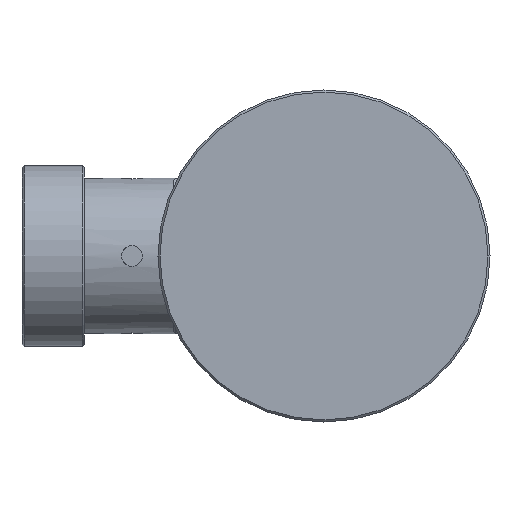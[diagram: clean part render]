
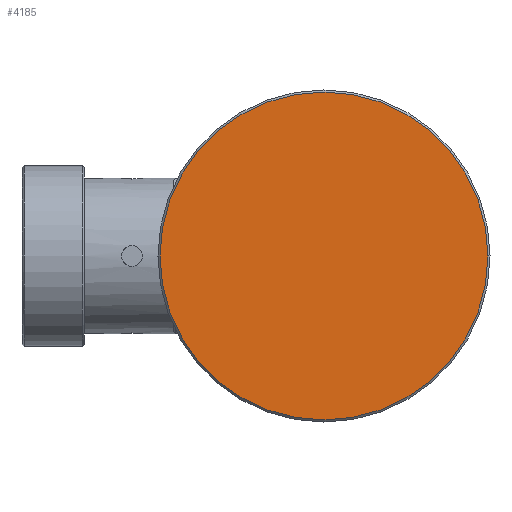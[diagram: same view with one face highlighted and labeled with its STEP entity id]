
A CAD part, left-side view. The second image highlights one B-rep face of the part: STEP entity #4185.
In plain terms, the highlighted planar face has unit normal (-1, 0, 0).
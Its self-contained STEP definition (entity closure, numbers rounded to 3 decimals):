
#43 = DIRECTION ( 'NONE',  ( 0., -1., 0. ) ) ;
#1450 = DIRECTION ( 'NONE',  ( -1., 0., 0. ) ) ;
#1504 = DIRECTION ( 'NONE',  ( -1., 0., 0. ) ) ;
#1576 = DIRECTION ( 'NONE',  ( 0., -1., 0. ) ) ;
#1598 = ORIENTED_EDGE ( 'NONE', *, *, #2928, .T. ) ;
#2373 = EDGE_CURVE ( 'NONE', #3620, #2770, #3436, .T. ) ;
#2543 = CARTESIAN_POINT ( 'NONE',  ( -4.302, -15.8, 0. ) ) ;
#2770 = VERTEX_POINT ( 'NONE', #5520 ) ;
#2777 = AXIS2_PLACEMENT_3D ( 'NONE', #3346, #1450, #43 ) ;
#2796 = ORIENTED_EDGE ( 'NONE', *, *, #2373, .T. ) ;
#2928 = EDGE_CURVE ( 'NONE', #2770, #3620, #3581, .T. ) ;
#3268 = FACE_OUTER_BOUND ( 'NONE', #5689, .T. ) ;
#3346 = CARTESIAN_POINT ( 'NONE',  ( -4.302, 0., 0. ) ) ;
#3365 = AXIS2_PLACEMENT_3D ( 'NONE', #4446, #5837, #1576 ) ;
#3436 = CIRCLE ( 'NONE', #2777, 15.8 ) ;
#3581 = CIRCLE ( 'NONE', #3365, 15.8 ) ;
#3620 = VERTEX_POINT ( 'NONE', #2543 ) ;
#3859 = PLANE ( 'NONE',  #3964 ) ;
#3903 = DIRECTION ( 'NONE',  ( 0., -1., 0. ) ) ;
#3964 = AXIS2_PLACEMENT_3D ( 'NONE', #5758, #1504, #3903 ) ;
#4185 = ADVANCED_FACE ( '��17', ( #3268 ), #3859, .T. ) ;
#4446 = CARTESIAN_POINT ( 'NONE',  ( -4.302, 0., 0. ) ) ;
#5520 = CARTESIAN_POINT ( 'NONE',  ( -4.302, 15.8, 0. ) ) ;
#5689 = EDGE_LOOP ( 'NONE', ( #1598, #2796 ) ) ;
#5758 = CARTESIAN_POINT ( 'NONE',  ( -4.302, 0., 0. ) ) ;
#5837 = DIRECTION ( 'NONE',  ( -1., 0., 0. ) ) ;
